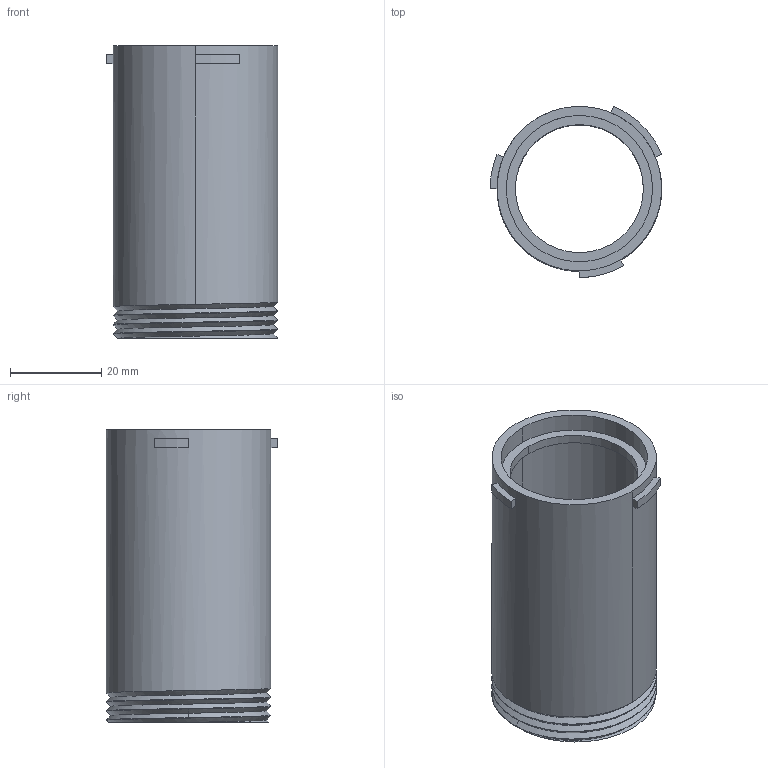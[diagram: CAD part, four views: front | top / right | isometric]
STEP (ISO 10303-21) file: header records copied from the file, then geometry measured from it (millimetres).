
FILE_DESCRIPTION((''),'2;1');
FILE_NAME('MAINPARTB','2015-03-11T',('Ishan'),(''),'PRO/ENGINEER BY PARAMETRIC TECHNOLOGY CORPORATION, 2010100','PRO/ENGINEER BY PARAMETRIC TECHNOLOGY CORPORATION, 2010100','');
FILE_SCHEMA(('CONFIG_CONTROL_DESIGN'));
Length unit declared in the file: millimetre
Products named in the file (1): MAINPARTB
Bounding box: 37.52 x 37.52 x 64 mm (x, y, z)
Volume: 14146.5 mm3; surface area: 15181.7 mm2
Topology: 1 solids, 1 shells, 44 faces, 104 edges, 68 vertices
Faces by surface type: plane 20, cylinder 20, bspline 4
Entity records: 2202 total; most frequent: CARTESIAN_POINT 1161, ORIENTED_EDGE 208, DIRECTION 197, EDGE_CURVE 104, AXIS2_PLACEMENT_3D 75, VERTEX_POINT 68, EDGE_LOOP 52, VECTOR 47
